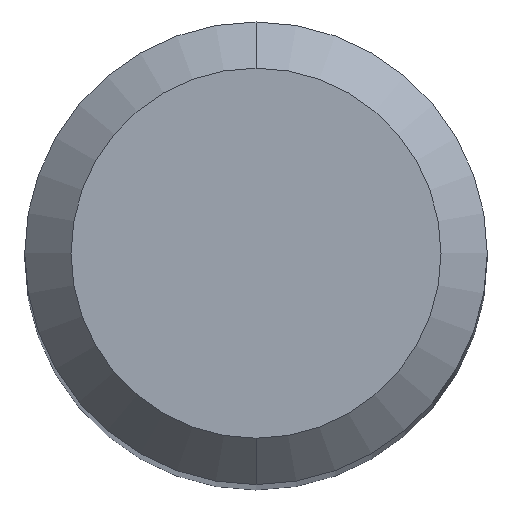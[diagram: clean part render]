
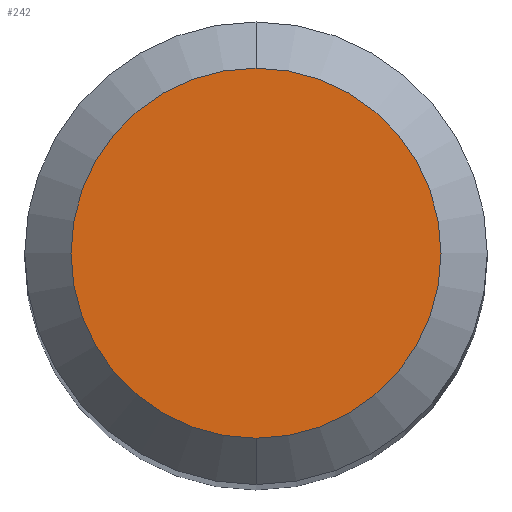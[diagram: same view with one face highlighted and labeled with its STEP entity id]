
A CAD part, top view. The second image highlights one B-rep face of the part: STEP entity #242.
In plain terms, the highlighted planar face has unit normal (0, 0, 1).
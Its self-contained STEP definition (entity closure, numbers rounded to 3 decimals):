
#21 = FACE_OUTER_BOUND ( 'NONE', #291, .T. ) ;
#39 = AXIS2_PLACEMENT_3D ( 'NONE', #267, #161, #243 ) ;
#56 = VERTEX_POINT ( 'NONE', #154 ) ;
#78 = EDGE_CURVE ( 'NONE', #56, #214, #245, .T. ) ;
#88 = CIRCLE ( 'NONE', #139, 3.2 ) ;
#139 = AXIS2_PLACEMENT_3D ( 'NONE', #251, #140, #255 ) ;
#140 = DIRECTION ( 'NONE',  ( 0., 0., -1. ) ) ;
#154 = CARTESIAN_POINT ( 'NONE',  ( 0., -3.2, 80. ) ) ;
#161 = DIRECTION ( 'NONE',  ( 0., 0., -1. ) ) ;
#169 = DIRECTION ( 'NONE',  ( 0., 0., -1. ) ) ;
#202 = PLANE ( 'NONE',  #260 ) ;
#214 = VERTEX_POINT ( 'NONE', #300 ) ;
#221 = CARTESIAN_POINT ( 'NONE',  ( 0., 0., 80. ) ) ;
#242 = ADVANCED_FACE ( 'NONE', ( #21 ), #202, .F. ) ;
#243 = DIRECTION ( 'NONE',  ( 0., 1., 0. ) ) ;
#245 = CIRCLE ( 'NONE', #39, 3.2 ) ;
#251 = CARTESIAN_POINT ( 'NONE',  ( 0., 0., 80. ) ) ;
#255 = DIRECTION ( 'NONE',  ( 0., 1., 0. ) ) ;
#260 = AXIS2_PLACEMENT_3D ( 'NONE', #221, #169, #308 ) ;
#267 = CARTESIAN_POINT ( 'NONE',  ( 0., 0., 80. ) ) ;
#291 = EDGE_LOOP ( 'NONE', ( #348, #310 ) ) ;
#300 = CARTESIAN_POINT ( 'NONE',  ( 0., 3.2, 80. ) ) ;
#308 = DIRECTION ( 'NONE',  ( 0., 1., 0. ) ) ;
#310 = ORIENTED_EDGE ( 'NONE', *, *, #78, .F. ) ;
#348 = ORIENTED_EDGE ( 'NONE', *, *, #349, .F. ) ;
#349 = EDGE_CURVE ( 'NONE', #214, #56, #88, .T. ) ;
